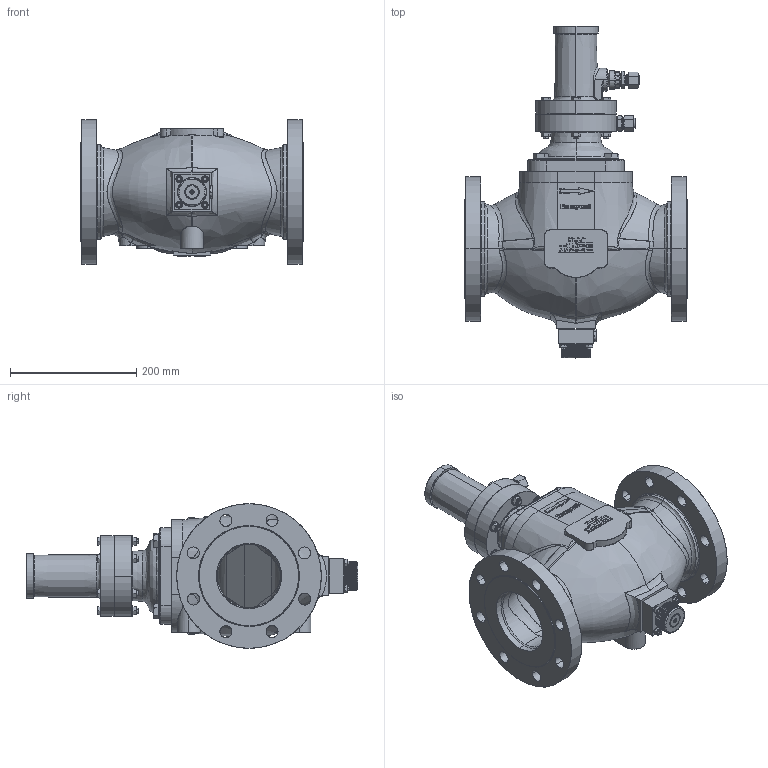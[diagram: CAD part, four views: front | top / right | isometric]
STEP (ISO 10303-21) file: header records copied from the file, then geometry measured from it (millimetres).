
FILE_DESCRIPTION (( 'STEP AP214' ), '1' );
FILE_NAME ('MB_HON720_DN_100_Class_150_K6.STEP', '2017-03-09T15:41:52', ( '' ), ( '' ), 'SwSTEP 2.0', 'SolidWorks 2015', '' );
FILE_SCHEMA (( 'AUTOMOTIVE_DESIGN' ));
Length unit declared in the file: millimetre
Products named in the file (1): MB_HON720_DN_100_Class_150_K6
Bounding box: 352 x 525.4 x 229 mm (x, y, z)
Surface area: 615844.3 mm2 (no closed solid volume)
Topology: 0 solids, 1219 shells, 1593 faces, 8258 edges, 7888 vertices
Faces by surface type: plane 684, bspline 422, cylinder 290, cone 197
Entity records: 172667 total; most frequent: CARTESIAN_POINT 118232, ORIENTED_EDGE 9158, EDGE_CURVE 8245, VERTEX_POINT 7888, DIRECTION 7815, B_SPLINE_CURVE_WITH_KNOTS 3674, LINE 3115, VECTOR 3115
